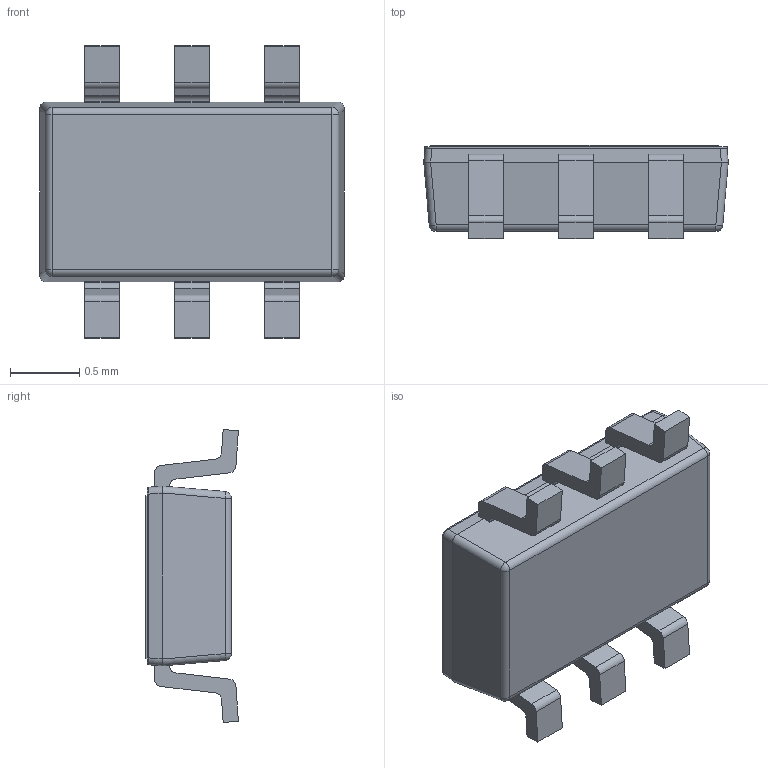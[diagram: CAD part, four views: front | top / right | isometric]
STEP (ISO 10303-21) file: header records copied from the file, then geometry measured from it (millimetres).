
FILE_DESCRIPTION(('FreeCAD Model'),'2;1');
FILE_NAME( 'FN-TCS3472-color.step', '2017-08-01T15:52:26',('kicad StepUp'),('ksu MCAD'), 'Open CASCADE STEP processor 7.1','FreeCAD','Unknown');
FILE_SCHEMA(('AUTOMOTIVE_DESIGN_CC2 { 1 2 10303 214 -1 1 5 4 }'));
Length unit declared in the file: millimetre
Products named in the file (1): FN-TCS3472-color
Bounding box: 2.2 x 0.67 x 2.12 mm (x, y, z)
Volume: 1.8 mm3; surface area: 13 mm2
Topology: 1 solids, 1 shells, 147 faces, 410 edges, 262 vertices
Faces by surface type: plane 107, cylinder 36, sphere 4
Entity records: 5667 total; most frequent: CARTESIAN_POINT 828, ORIENTED_EDGE 812, DIRECTION 768, EDGE_CURVE 406, LINE 332, VECTOR 332, VERTEX_POINT 262, AXIS2_PLACEMENT_3D 218
